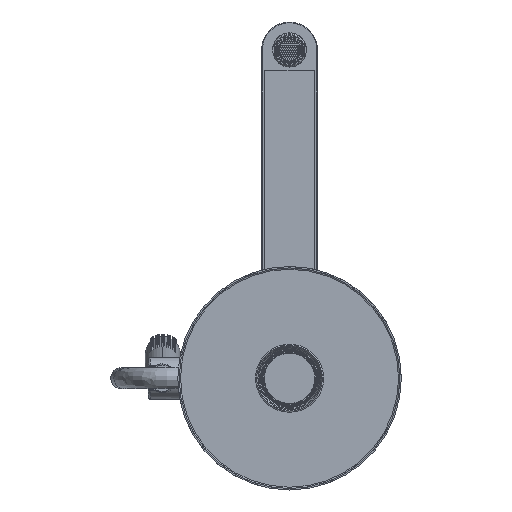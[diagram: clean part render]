
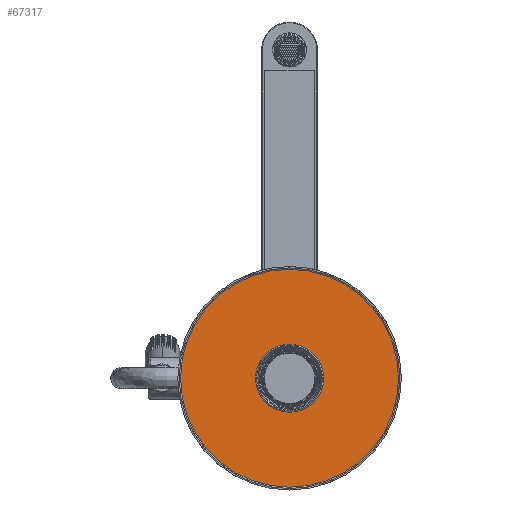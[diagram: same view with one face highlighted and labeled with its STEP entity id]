
A CAD part, front view. The second image highlights one B-rep face of the part: STEP entity #67317.
In plain terms, the highlighted planar face has unit normal (0, -1, 0).
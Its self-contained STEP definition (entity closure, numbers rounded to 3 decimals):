
#66857=CARTESIAN_POINT('',(0.,-721.,0.));
#66858=DIRECTION('',(0.,1.,0.));
#66859=DIRECTION('',(-1.,0.,0.004));
#66860=AXIS2_PLACEMENT_3D('',#66857,#66858,#66859);
#66862=CARTESIAN_POINT('',(0.,-721.,0.));
#66863=DIRECTION('',(0.,1.,0.));
#66864=DIRECTION('',(1.,0.,-0.004));
#66865=AXIS2_PLACEMENT_3D('',#66862,#66863,#66864);
#66867=CARTESIAN_POINT('',(0.,-721.,0.));
#66868=DIRECTION('',(0.,-1.,0.));
#66869=DIRECTION('',(-1.,0.,0.022));
#66870=AXIS2_PLACEMENT_3D('',#66867,#66868,#66869);
#66872=CARTESIAN_POINT('',(0.,-721.,0.));
#66873=DIRECTION('',(0.,-1.,0.));
#66874=DIRECTION('',(-1.,0.,0.));
#66875=AXIS2_PLACEMENT_3D('',#66872,#66873,#66874);
#66877=CARTESIAN_POINT('',(0.,-721.,0.));
#66878=DIRECTION('',(0.,-1.,0.));
#66879=DIRECTION('',(1.,0.,-0.022));
#66880=AXIS2_PLACEMENT_3D('',#66877,#66878,#66879);
#66882=CARTESIAN_POINT('',(0.,-721.,0.));
#66883=DIRECTION('',(0.,-1.,0.));
#66884=DIRECTION('',(1.,0.,0.));
#66885=AXIS2_PLACEMENT_3D('',#66882,#66883,#66884);
#66902=CARTESIAN_POINT('',(0.,-721.,0.));
#66903=DIRECTION('',(0.,-1.,0.));
#66904=DIRECTION('',(-1.,0.,0.004));
#66905=AXIS2_PLACEMENT_3D('',#66902,#66903,#66904);
#66922=CARTESIAN_POINT('',(0.,-721.,0.));
#66923=DIRECTION('',(0.,-1.,0.));
#66924=DIRECTION('',(1.,0.,-0.004));
#66925=AXIS2_PLACEMENT_3D('',#66922,#66923,#66924);
#67004=CARTESIAN_POINT('',(23.464,-721.,0.));
#67006=VERTEX_POINT('',#67004);
#67008=CARTESIAN_POINT('',(23.458,-721.,-0.515));
#67009=VERTEX_POINT('',#67008);
#67010=CARTESIAN_POINT('',(-23.464,-721.,0.));
#67011=VERTEX_POINT('',#67010);
#67014=CARTESIAN_POINT('',(-23.458,-721.,0.515));
#67015=VERTEX_POINT('',#67014);
#67016=CARTESIAN_POINT('',(-77.999,-721.,0.338));
#67017=CARTESIAN_POINT('',(78.,-721.,0.));
#67018=VERTEX_POINT('',#67016);
#67019=VERTEX_POINT('',#67017);
#67020=CARTESIAN_POINT('',(77.999,-721.,-0.338));
#67021=VERTEX_POINT('',#67020);
#67022=CARTESIAN_POINT('',(-78.,-721.,0.));
#67023=VERTEX_POINT('',#67022);
#67296=CARTESIAN_POINT('',(0.,-721.,0.));
#67297=DIRECTION('',(0.,1.,0.));
#67298=DIRECTION('',(1.,0.,0.));
#67299=AXIS2_PLACEMENT_3D('',#67296,#67297,#67298);
#67300=PLANE('',#67299);
#67302=ORIENTED_EDGE('',*,*,#67301,.T.);
#67304=ORIENTED_EDGE('',*,*,#67303,.F.);
#67306=ORIENTED_EDGE('',*,*,#67305,.T.);
#67308=ORIENTED_EDGE('',*,*,#67307,.F.);
#67309=EDGE_LOOP('',(#67302,#67304,#67306,#67308));
#67310=FACE_OUTER_BOUND('',#67309,.F.);
#67311=ORIENTED_EDGE('',*,*,#67284,.T.);
#67312=ORIENTED_EDGE('',*,*,#67265,.T.);
#67313=ORIENTED_EDGE('',*,*,#67263,.T.);
#67314=ORIENTED_EDGE('',*,*,#67286,.T.);
#67315=EDGE_LOOP('',(#67311,#67312,#67313,#67314));
#67316=FACE_BOUND('',#67315,.F.);
#67317=ADVANCED_FACE('',(#67310,#67316),#67300,.F.);
#66861=CIRCLE('',#66860,78.);
#66866=CIRCLE('',#66865,78.);
#66871=CIRCLE('',#66870,23.464);
#66876=CIRCLE('',#66875,23.464);
#66881=CIRCLE('',#66880,23.464);
#66886=CIRCLE('',#66885,23.464);
#66906=CIRCLE('',#66905,78.);
#66926=CIRCLE('',#66925,78.);
#67263=EDGE_CURVE('',#67009,#67006,#66881,.T.);
#67265=EDGE_CURVE('',#67011,#67009,#66876,.T.);
#67284=EDGE_CURVE('',#67015,#67011,#66871,.T.);
#67286=EDGE_CURVE('',#67006,#67015,#66886,.T.);
#67301=EDGE_CURVE('',#67018,#67019,#66861,.T.);
#67303=EDGE_CURVE('',#67021,#67019,#66926,.T.);
#67305=EDGE_CURVE('',#67021,#67023,#66866,.T.);
#67307=EDGE_CURVE('',#67018,#67023,#66906,.T.);
